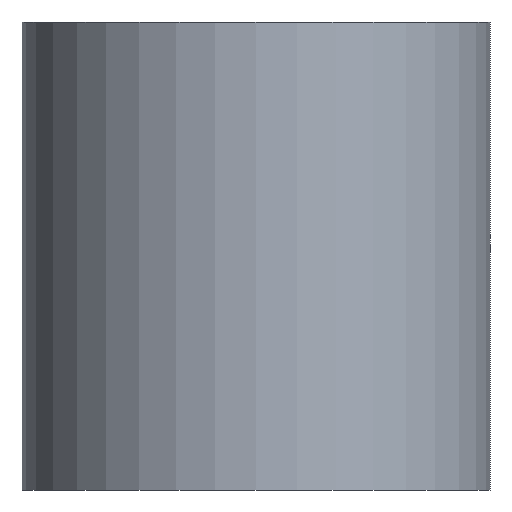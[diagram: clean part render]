
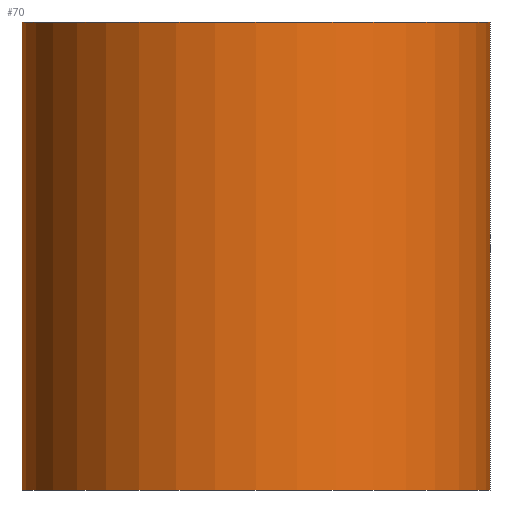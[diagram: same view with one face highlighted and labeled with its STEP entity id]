
A CAD part, front view. The second image highlights one B-rep face of the part: STEP entity #70.
In plain terms, the highlighted cylindrical face has radius 1.5 mm (diameter 3 mm), a partial arc.
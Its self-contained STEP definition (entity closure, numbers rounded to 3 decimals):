
#5 = DIRECTION ( 'NONE',  ( 1., 0., 0. ) ) ;
#8 = VERTEX_POINT ( 'NONE', #149 ) ;
#10 = CARTESIAN_POINT ( 'NONE',  ( 123.668, 43.753, -1. ) ) ;
#13 = CIRCLE ( 'NONE', #147, 1.5 ) ;
#15 = EDGE_LOOP ( 'NONE', ( #162, #151, #150, #159 ) ) ;
#17 = CARTESIAN_POINT ( 'NONE',  ( 122.168, 43.753, -1. ) ) ;
#21 = CARTESIAN_POINT ( 'NONE',  ( 123.668, 43.753, -1. ) ) ;
#35 = DIRECTION ( 'NONE',  ( 0., 0., -1. ) ) ;
#41 = CARTESIAN_POINT ( 'NONE',  ( 125.168, 43.753, -1. ) ) ;
#44 = CARTESIAN_POINT ( 'NONE',  ( 123.668, 43.753, -4. ) ) ;
#46 = EDGE_CURVE ( 'NONE', #135, #86, #56, .T. ) ;
#56 = LINE ( 'NONE', #122, #165 ) ;
#57 = CIRCLE ( 'NONE', #123, 1.5 ) ;
#62 = EDGE_CURVE ( 'NONE', #8, #86, #57, .T. ) ;
#65 = EDGE_CURVE ( 'NONE', #67, #135, #13, .T. ) ;
#67 = VERTEX_POINT ( 'NONE', #111 ) ;
#69 = EDGE_CURVE ( 'NONE', #67, #8, #145, .T. ) ;
#70 = ADVANCED_FACE ( 'NONE', ( #160 ), #126, .T. ) ;
#86 = VERTEX_POINT ( 'NONE', #138 ) ;
#100 = DIRECTION ( 'NONE',  ( 0., 0., 1. ) ) ;
#111 = CARTESIAN_POINT ( 'NONE',  ( 122.168, 43.753, -1. ) ) ;
#122 = CARTESIAN_POINT ( 'NONE',  ( 125.168, 43.753, -1. ) ) ;
#123 = AXIS2_PLACEMENT_3D ( 'NONE', #44, #161, #169 ) ;
#124 = DIRECTION ( 'NONE',  ( 0., 0., -1. ) ) ;
#126 = CYLINDRICAL_SURFACE ( 'NONE', #174, 1.5 ) ;
#135 = VERTEX_POINT ( 'NONE', #41 ) ;
#138 = CARTESIAN_POINT ( 'NONE',  ( 125.168, 43.753, -4. ) ) ;
#145 = LINE ( 'NONE', #17, #146 ) ;
#146 = VECTOR ( 'NONE', #35, 1000. ) ;
#147 = AXIS2_PLACEMENT_3D ( 'NONE', #10, #100, #156 ) ;
#149 = CARTESIAN_POINT ( 'NONE',  ( 122.168, 43.753, -4. ) ) ;
#150 = ORIENTED_EDGE ( 'NONE', *, *, #62, .T. ) ;
#151 = ORIENTED_EDGE ( 'NONE', *, *, #69, .T. ) ;
#156 = DIRECTION ( 'NONE',  ( -1., 0., 0. ) ) ;
#159 = ORIENTED_EDGE ( 'NONE', *, *, #46, .F. ) ;
#160 = FACE_OUTER_BOUND ( 'NONE', #15, .T. ) ;
#161 = DIRECTION ( 'NONE',  ( 0., 0., 1. ) ) ;
#162 = ORIENTED_EDGE ( 'NONE', *, *, #65, .F. ) ;
#165 = VECTOR ( 'NONE', #173, 1000. ) ;
#169 = DIRECTION ( 'NONE',  ( -1., 0., 0. ) ) ;
#173 = DIRECTION ( 'NONE',  ( 0., 0., -1. ) ) ;
#174 = AXIS2_PLACEMENT_3D ( 'NONE', #21, #124, #5 ) ;
